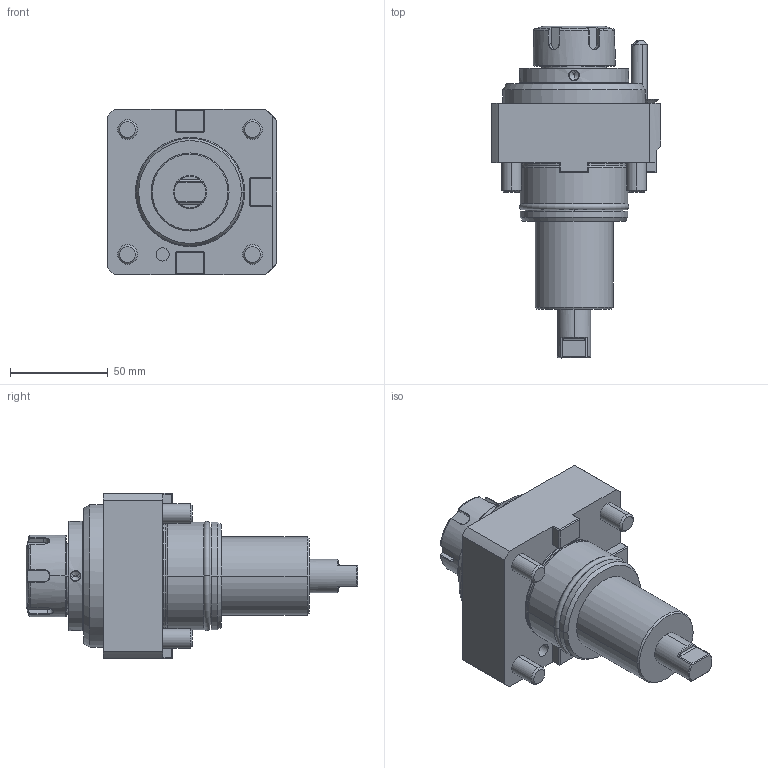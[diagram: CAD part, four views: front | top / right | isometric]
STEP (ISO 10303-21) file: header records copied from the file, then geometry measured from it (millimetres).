
FILE_DESCRIPTION((''),'2;1');
FILE_NAME('NGT2_55_101_25_1_EM2','2023-09-25T',('vali'),('NOVA GRUP'),'PRO/ENGINEER BY PARAMETRIC TECHNOLOGY CORPORATION, 2010280','PRO/ENGINEER BY PARAMETRIC TECHNOLOGY CORPORATION, 2010280','');
FILE_SCHEMA(('CONFIG_CONTROL_DESIGN'));
Length unit declared in the file: millimetre
Products named in the file (1): NGT2_55_101_25_1_EM2
Bounding box: 87 x 170.1 x 85 mm (x, y, z)
Volume: 448208.9 mm3; surface area: 53306.6 mm2
Topology: 2 solids, 2 shells, 314 faces, 762 edges, 464 vertices
Faces by surface type: plane 140, cylinder 67, cone 47, bspline 40, torus 18, sphere 2
Entity records: 13219 total; most frequent: CARTESIAN_POINT 6158, ORIENTED_EDGE 1508, DIRECTION 1351, EDGE_CURVE 754, AXIS2_PLACEMENT_3D 469, VERTEX_POINT 464, VECTOR 413, LINE 413
